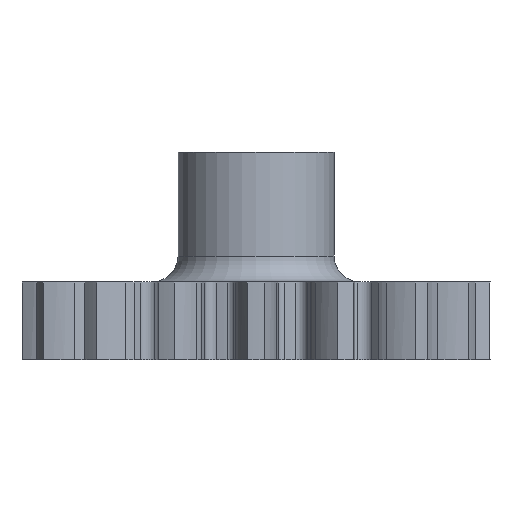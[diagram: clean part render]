
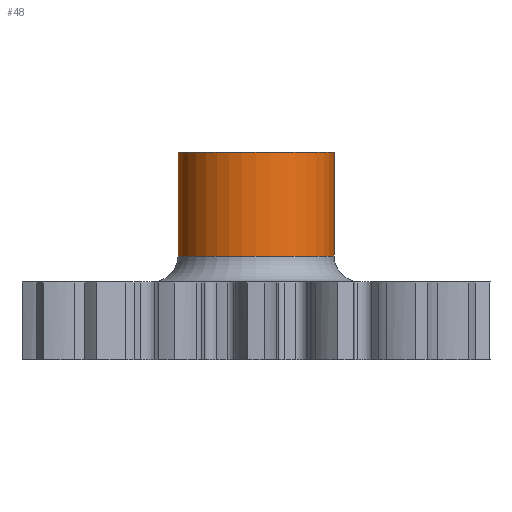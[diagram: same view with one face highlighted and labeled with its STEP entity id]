
A CAD part, front view. The second image highlights one B-rep face of the part: STEP entity #48.
In plain terms, the highlighted cylindrical face has radius 3 mm (diameter 6 mm), a partial arc.
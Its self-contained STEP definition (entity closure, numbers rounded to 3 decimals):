
#48 = ADVANCED_FACE ( 'NONE', ( #5136 ), #5761, .T. ) ;
#95 = DIRECTION ( 'NONE',  ( -1., 0., 0. ) ) ;
#100 = CARTESIAN_POINT ( 'NONE',  ( -3., 0., 4. ) ) ;
#150 = VERTEX_POINT ( 'NONE', #4359 ) ;
#623 = EDGE_CURVE ( 'NONE', #680, #2853, #6441, .T. ) ;
#680 = VERTEX_POINT ( 'NONE', #100 ) ;
#815 = CARTESIAN_POINT ( 'NONE',  ( 3., 0., 3. ) ) ;
#974 = CARTESIAN_POINT ( 'NONE',  ( 0., 0., 4. ) ) ;
#1077 = VECTOR ( 'NONE', #5204, 1000. ) ;
#1103 = VECTOR ( 'NONE', #1886, 1000. ) ;
#1325 = AXIS2_PLACEMENT_3D ( 'NONE', #6690, #3377, #95 ) ;
#1522 = DIRECTION ( 'NONE',  ( 0., 0., 1. ) ) ;
#1675 = EDGE_LOOP ( 'NONE', ( #2412, #5605, #4198, #6665 ) ) ;
#1886 = DIRECTION ( 'NONE',  ( 0., 0., -1. ) ) ;
#2012 = CIRCLE ( 'NONE', #1325, 3. ) ;
#2412 = ORIENTED_EDGE ( 'NONE', *, *, #3492, .F. ) ;
#2630 = CARTESIAN_POINT ( 'NONE',  ( -3., 0., 8. ) ) ;
#2713 = EDGE_CURVE ( 'NONE', #5455, #680, #4979, .T. ) ;
#2853 = VERTEX_POINT ( 'NONE', #7005 ) ;
#3377 = DIRECTION ( 'NONE',  ( 0., 0., -1. ) ) ;
#3492 = EDGE_CURVE ( 'NONE', #150, #2853, #5909, .T. ) ;
#4198 = ORIENTED_EDGE ( 'NONE', *, *, #2713, .T. ) ;
#4359 = CARTESIAN_POINT ( 'NONE',  ( 3., 0., 8. ) ) ;
#4448 = DIRECTION ( 'NONE',  ( -1., 0., 0. ) ) ;
#4979 = LINE ( 'NONE', #5768, #1103 ) ;
#5136 = FACE_OUTER_BOUND ( 'NONE', #1675, .T. ) ;
#5204 = DIRECTION ( 'NONE',  ( 0., 0., -1. ) ) ;
#5380 = DIRECTION ( 'NONE',  ( 1., 0., 0. ) ) ;
#5455 = VERTEX_POINT ( 'NONE', #2630 ) ;
#5527 = CARTESIAN_POINT ( 'NONE',  ( 0., 0., 3. ) ) ;
#5605 = ORIENTED_EDGE ( 'NONE', *, *, #6779, .T. ) ;
#5761 = CYLINDRICAL_SURFACE ( 'NONE', #6426, 3. ) ;
#5768 = CARTESIAN_POINT ( 'NONE',  ( -3., 0., 3. ) ) ;
#5909 = LINE ( 'NONE', #815, #1077 ) ;
#5947 = AXIS2_PLACEMENT_3D ( 'NONE', #974, #1522, #5380 ) ;
#6426 = AXIS2_PLACEMENT_3D ( 'NONE', #5527, #6691, #4448 ) ;
#6441 = CIRCLE ( 'NONE', #5947, 3. ) ;
#6665 = ORIENTED_EDGE ( 'NONE', *, *, #623, .T. ) ;
#6690 = CARTESIAN_POINT ( 'NONE',  ( 0., 0., 8. ) ) ;
#6691 = DIRECTION ( 'NONE',  ( 0., 0., -1. ) ) ;
#6779 = EDGE_CURVE ( 'NONE', #150, #5455, #2012, .T. ) ;
#7005 = CARTESIAN_POINT ( 'NONE',  ( 3., 0., 4. ) ) ;
